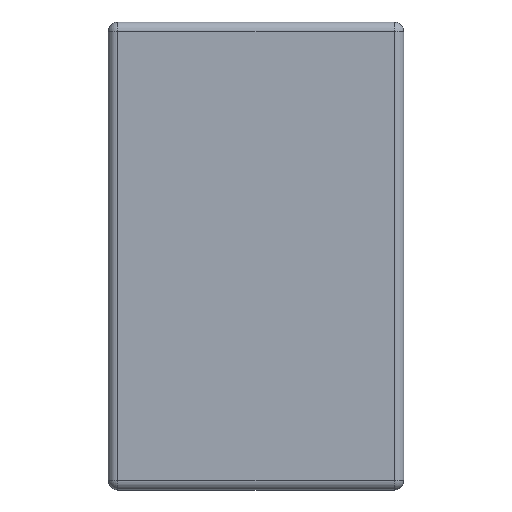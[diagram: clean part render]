
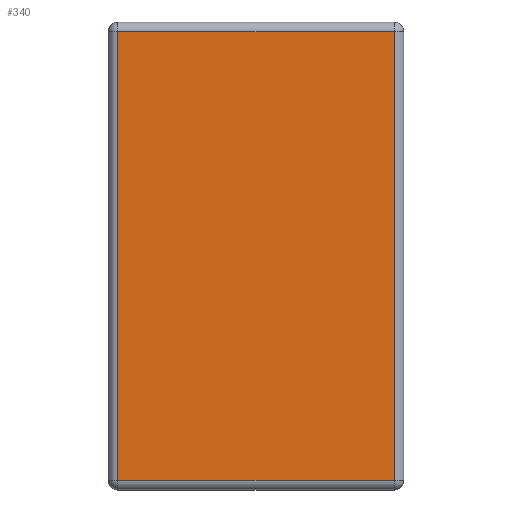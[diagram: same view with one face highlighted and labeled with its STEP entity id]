
A CAD part, left-side view. The second image highlights one B-rep face of the part: STEP entity #340.
In plain terms, the highlighted planar face has unit normal (-1, 0, 0).
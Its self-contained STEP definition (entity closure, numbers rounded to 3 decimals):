
#22 = AXIS2_PLACEMENT_3D ( 'NONE', #3548, #1364, #2455 ) ;
#314 = CARTESIAN_POINT ( 'NONE',  ( 0., 0.98, -0.032 ) ) ;
#340 = ADVANCED_FACE ( 'NONE', ( #3373 ), #2134, .T. ) ;
#353 = ORIENTED_EDGE ( 'NONE', *, *, #2902, .T. ) ;
#447 = VERTEX_POINT ( 'NONE', #1351 ) ;
#568 = EDGE_LOOP ( 'NONE', ( #353, #2659, #2627, #2424 ) ) ;
#728 = CARTESIAN_POINT ( 'NONE',  ( 0., 0.948, -0.032 ) ) ;
#839 = VERTEX_POINT ( 'NONE', #1315 ) ;
#854 = VECTOR ( 'NONE', #4311, 1000. ) ;
#1017 = CARTESIAN_POINT ( 'NONE',  ( 0., 0.948, -1.55 ) ) ;
#1079 = VECTOR ( 'NONE', #2862, 1000. ) ;
#1315 = CARTESIAN_POINT ( 'NONE',  ( 0., 0.032, -1.518 ) ) ;
#1351 = CARTESIAN_POINT ( 'NONE',  ( 0., 0.032, -0.032 ) ) ;
#1364 = DIRECTION ( 'NONE',  ( -1., 0., 0. ) ) ;
#1417 = EDGE_CURVE ( 'NONE', #4344, #1692, #4244, .T. ) ;
#1455 = EDGE_CURVE ( 'NONE', #447, #4344, #3516, .T. ) ;
#1579 = LINE ( 'NONE', #2402, #4026 ) ;
#1649 = CARTESIAN_POINT ( 'NONE',  ( 0., 0.948, -1.518 ) ) ;
#1692 = VERTEX_POINT ( 'NONE', #1649 ) ;
#2032 = LINE ( 'NONE', #3940, #2553 ) ;
#2134 = PLANE ( 'NONE',  #22 ) ;
#2402 = CARTESIAN_POINT ( 'NONE',  ( 0., 0., -1.518 ) ) ;
#2424 = ORIENTED_EDGE ( 'NONE', *, *, #1417, .T. ) ;
#2455 = DIRECTION ( 'NONE',  ( 0., 0., 1. ) ) ;
#2553 = VECTOR ( 'NONE', #3972, 1000. ) ;
#2627 = ORIENTED_EDGE ( 'NONE', *, *, #1455, .T. ) ;
#2659 = ORIENTED_EDGE ( 'NONE', *, *, #2661, .T. ) ;
#2661 = EDGE_CURVE ( 'NONE', #839, #447, #2032, .T. ) ;
#2862 = DIRECTION ( 'NONE',  ( 0., 0., -1. ) ) ;
#2902 = EDGE_CURVE ( 'NONE', #1692, #839, #1579, .T. ) ;
#2921 = DIRECTION ( 'NONE',  ( 0., -1., 0. ) ) ;
#3373 = FACE_OUTER_BOUND ( 'NONE', #568, .T. ) ;
#3516 = LINE ( 'NONE', #314, #854 ) ;
#3548 = CARTESIAN_POINT ( 'NONE',  ( 0., 0., 0. ) ) ;
#3940 = CARTESIAN_POINT ( 'NONE',  ( 0., 0.032, 0. ) ) ;
#3972 = DIRECTION ( 'NONE',  ( 0., 0., 1. ) ) ;
#4026 = VECTOR ( 'NONE', #2921, 1000. ) ;
#4244 = LINE ( 'NONE', #1017, #1079 ) ;
#4311 = DIRECTION ( 'NONE',  ( 0., 1., 0. ) ) ;
#4344 = VERTEX_POINT ( 'NONE', #728 ) ;
